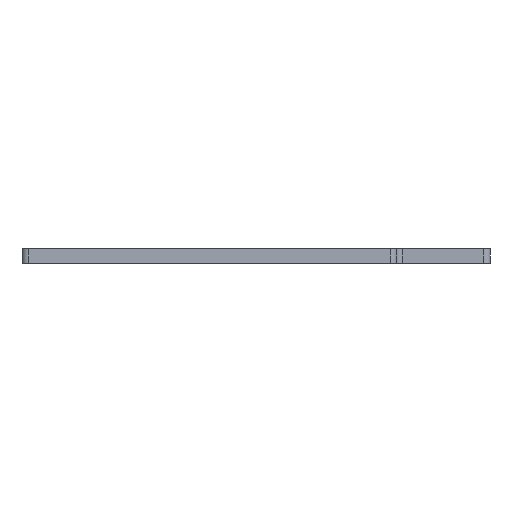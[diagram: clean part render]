
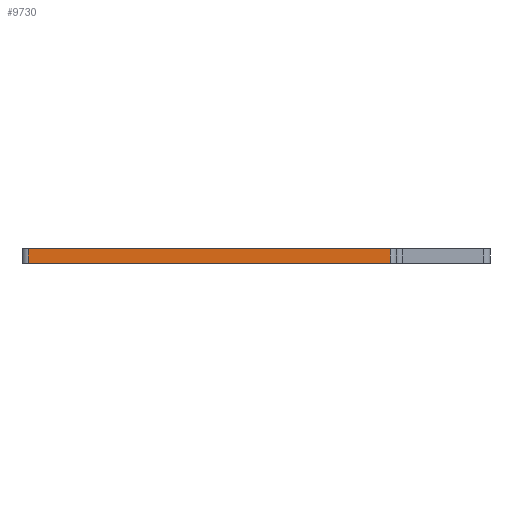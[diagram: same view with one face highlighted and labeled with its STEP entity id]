
A CAD part, left-side view. The second image highlights one B-rep face of the part: STEP entity #9730.
In plain terms, the highlighted planar face has unit normal (-1, 0, 0).
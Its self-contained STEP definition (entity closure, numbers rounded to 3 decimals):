
#316=CARTESIAN_POINT('',(-95.245,-27.328,8.));
#317=VERTEX_POINT('',#316);
#325=CARTESIAN_POINT('',(-95.245,46.374,8.));
#326=VERTEX_POINT('',#325);
#327=CARTESIAN_POINT('',(-95.245,-27.328,8.));
#328=DIRECTION('',(-0.,1.,0.));
#329=VECTOR('',#328,73.701);
#330=LINE('',#327,#329);
#331=EDGE_CURVE('',#317,#326,#330,.T.);
#5449=CARTESIAN_POINT('',(-95.245,46.374,11.));
#5450=VERTEX_POINT('',#5449);
#5458=CARTESIAN_POINT('',(-95.245,-27.328,11.));
#5459=VERTEX_POINT('',#5458);
#5460=CARTESIAN_POINT('',(-95.245,-27.328,11.));
#5461=DIRECTION('',(-0.,1.,0.));
#5462=VECTOR('',#5461,73.701);
#5463=LINE('',#5460,#5462);
#5464=EDGE_CURVE('',#5459,#5450,#5463,.T.);
#9709=CARTESIAN_POINT('',(-95.245,9.523,8.));
#9710=DIRECTION('',(1.,0.,0.));
#9711=DIRECTION('',(-0.,1.,0.));
#9712=AXIS2_PLACEMENT_3D('',#9709,#9710,#9711);
#9713=PLANE('',#9712);
#9714=ORIENTED_EDGE('',*,*,#5464,.T.);
#9715=CARTESIAN_POINT('',(-95.245,46.374,11.));
#9716=DIRECTION('',(-0.,-0.,-1.));
#9717=VECTOR('',#9716,3.);
#9718=LINE('',#9715,#9717);
#9719=EDGE_CURVE('',#5450,#326,#9718,.T.);
#9720=ORIENTED_EDGE('',*,*,#9719,.T.);
#9721=ORIENTED_EDGE('',*,*,#331,.F.);
#9722=CARTESIAN_POINT('',(-95.245,-27.328,8.));
#9723=DIRECTION('',(0.,0.,1.));
#9724=VECTOR('',#9723,3.);
#9725=LINE('',#9722,#9724);
#9726=EDGE_CURVE('',#317,#5459,#9725,.T.);
#9727=ORIENTED_EDGE('',*,*,#9726,.T.);
#9728=EDGE_LOOP('',(#9714,#9720,#9721,#9727));
#9729=FACE_BOUND('',#9728,.T.);
#9730=ADVANCED_FACE('',(#9729),#9713,.F.);
